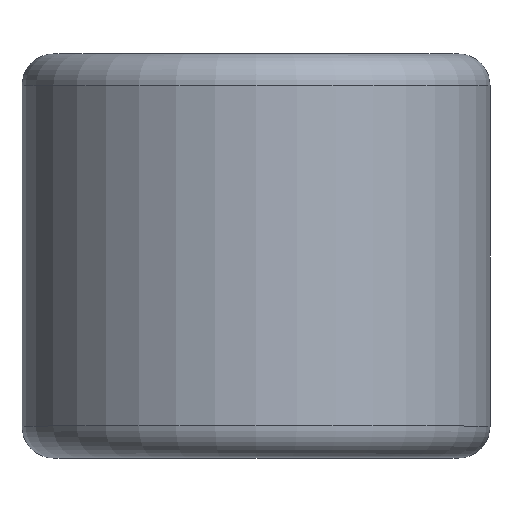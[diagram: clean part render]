
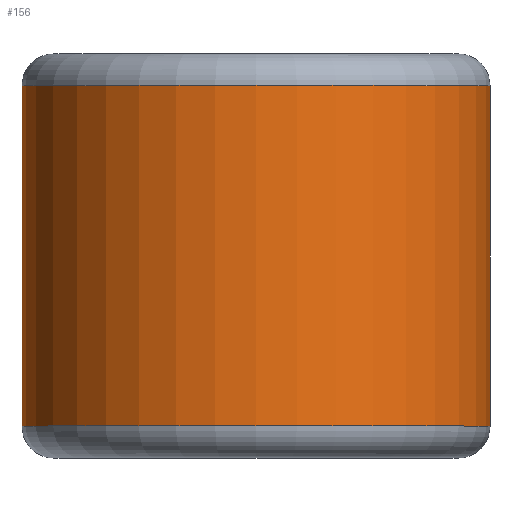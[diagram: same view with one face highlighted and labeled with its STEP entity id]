
A CAD part, top view. The second image highlights one B-rep face of the part: STEP entity #156.
In plain terms, the highlighted cylindrical face has radius 11 mm (diameter 22 mm), a full revolution.
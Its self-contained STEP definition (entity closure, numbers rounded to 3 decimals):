
#16=LINE('',#289,#19);
#19=VECTOR('',#235,11.);
#22=CYLINDRICAL_SURFACE('',#189,11.);
#34=FACE_OUTER_BOUND('',#45,.T.);
#45=EDGE_LOOP('',(#123,#124,#125,#126,#127,#128));
#60=CIRCLE('',#187,11.);
#61=CIRCLE('',#188,11.);
#62=CIRCLE('',#190,11.);
#63=CIRCLE('',#191,11.);
#76=VERTEX_POINT('',#282);
#77=VERTEX_POINT('',#284);
#78=VERTEX_POINT('',#288);
#79=VERTEX_POINT('',#290);
#93=EDGE_CURVE('',#76,#77,#60,.T.);
#94=EDGE_CURVE('',#77,#76,#61,.T.);
#95=EDGE_CURVE('',#77,#78,#16,.T.);
#96=EDGE_CURVE('',#79,#78,#62,.T.);
#97=EDGE_CURVE('',#78,#79,#63,.T.);
#123=ORIENTED_EDGE('',*,*,#94,.F.);
#124=ORIENTED_EDGE('',*,*,#95,.T.);
#125=ORIENTED_EDGE('',*,*,#96,.F.);
#126=ORIENTED_EDGE('',*,*,#97,.F.);
#127=ORIENTED_EDGE('',*,*,#95,.F.);
#128=ORIENTED_EDGE('',*,*,#93,.F.);
#156=ADVANCED_FACE('',(#34),#22,.T.);
#187=AXIS2_PLACEMENT_3D('',#285,#229,#230);
#188=AXIS2_PLACEMENT_3D('',#286,#231,#232);
#189=AXIS2_PLACEMENT_3D('',#287,#233,#234);
#190=AXIS2_PLACEMENT_3D('',#291,#236,#237);
#191=AXIS2_PLACEMENT_3D('',#292,#238,#239);
#229=DIRECTION('center_axis',(0.,1.,0.));
#230=DIRECTION('ref_axis',(1.,0.,0.));
#231=DIRECTION('center_axis',(0.,1.,0.));
#232=DIRECTION('ref_axis',(1.,0.,0.));
#233=DIRECTION('center_axis',(0.,1.,0.));
#234=DIRECTION('ref_axis',(1.,0.,0.));
#235=DIRECTION('',(0.,-1.,0.));
#236=DIRECTION('center_axis',(0.,-1.,0.));
#237=DIRECTION('ref_axis',(1.,0.,0.));
#238=DIRECTION('center_axis',(0.,-1.,0.));
#239=DIRECTION('ref_axis',(1.,0.,0.));
#282=CARTESIAN_POINT('',(0.,17.5,-11.));
#284=CARTESIAN_POINT('',(-11.,17.5,0.));
#285=CARTESIAN_POINT('Origin',(0.,17.5,0.));
#286=CARTESIAN_POINT('Origin',(0.,17.5,0.));
#287=CARTESIAN_POINT('Origin',(0.,0.,0.));
#288=CARTESIAN_POINT('',(-11.,1.5,0.));
#289=CARTESIAN_POINT('',(-11.,0.,0.));
#290=CARTESIAN_POINT('',(0.,1.5,-11.));
#291=CARTESIAN_POINT('Origin',(0.,1.5,0.));
#292=CARTESIAN_POINT('Origin',(0.,1.5,0.));
